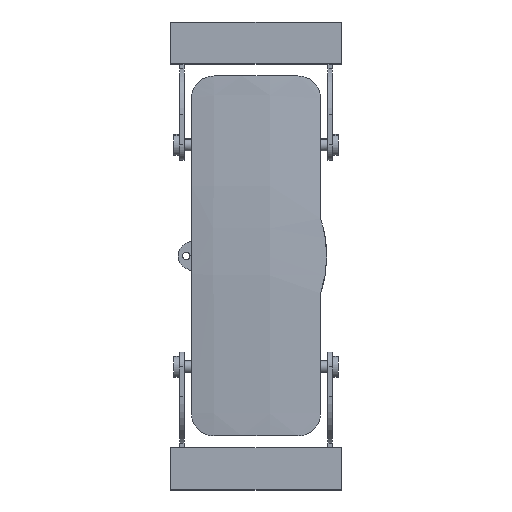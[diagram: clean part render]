
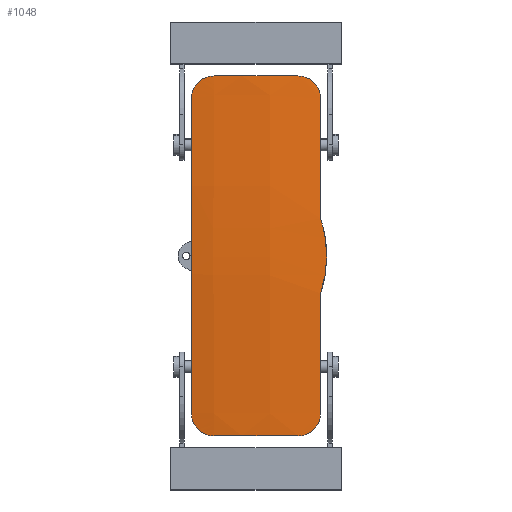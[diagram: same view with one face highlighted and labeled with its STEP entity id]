
A CAD part, top view. The second image highlights one B-rep face of the part: STEP entity #1048.
In plain terms, the highlighted face is a revolution surface.
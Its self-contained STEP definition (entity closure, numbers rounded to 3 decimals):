
#998=AXIS2_PLACEMENT_3D('Circle Axis2P3D',#996,#997,$) ;
#1023=AXIS2_PLACEMENT_3D('Circle Axis2P3D',#1021,#1022,$) ;
#903=CARTESIAN_POINT('Vertex',(7.,25.5,33.702)) ;
#907=CARTESIAN_POINT('Control Point',(7.,25.5,33.702)) ;
#908=CARTESIAN_POINT('Control Point',(7.,40.778,34.605)) ;
#909=CARTESIAN_POINT('Control Point',(7.,56.075,35.179)) ;
#910=CARTESIAN_POINT('Control Point',(7.,71.383,35.424)) ;
#911=CARTESIAN_POINT('Control Point',(7.,92.4,35.309)) ;
#912=CARTESIAN_POINT('Control Point',(7.,113.4,34.575)) ;
#913=CARTESIAN_POINT('Control Point',(7.,119.102,34.33)) ;
#914=CARTESIAN_POINT('Control Point',(7.,124.802,34.039)) ;
#915=CARTESIAN_POINT('Control Point',(7.,130.5,33.702)) ;
#916=CARTESIAN_POINT('Vertex',(7.,130.5,33.702)) ;
#951=CARTESIAN_POINT('Control Point',(28.5,17.979,34.796)) ;
#952=CARTESIAN_POINT('Control Point',(28.5,57.934,37.467)) ;
#953=CARTESIAN_POINT('Control Point',(28.5,98.066,37.467)) ;
#954=CARTESIAN_POINT('Control Point',(28.5,138.021,34.796)) ;
#955=CARTESIAN_POINT('Axis1P Location',(28.5,78.,-113.2)) ;
#960=CARTESIAN_POINT('Control Point',(50.,25.5,33.702)) ;
#961=CARTESIAN_POINT('Control Point',(50.,38.82,34.489)) ;
#962=CARTESIAN_POINT('Control Point',(50.,52.158,34.976)) ;
#963=CARTESIAN_POINT('Control Point',(50.,65.5,35.163)) ;
#964=CARTESIAN_POINT('Vertex',(50.,25.5,33.702)) ;
#966=CARTESIAN_POINT('Vertex',(50.,65.5,35.163)) ;
#970=CARTESIAN_POINT('Control Point',(50.,65.5,35.163)) ;
#971=CARTESIAN_POINT('Control Point',(52.039,71.526,34.953)) ;
#972=CARTESIAN_POINT('Control Point',(52.768,78.,34.845)) ;
#973=CARTESIAN_POINT('Control Point',(52.039,84.474,34.953)) ;
#974=CARTESIAN_POINT('Control Point',(50.,90.5,35.163)) ;
#975=CARTESIAN_POINT('Vertex',(50.,90.5,35.163)) ;
#979=CARTESIAN_POINT('Control Point',(50.,130.5,33.702)) ;
#980=CARTESIAN_POINT('Control Point',(50.,117.18,34.489)) ;
#981=CARTESIAN_POINT('Control Point',(50.,103.842,34.976)) ;
#982=CARTESIAN_POINT('Control Point',(50.,90.5,35.163)) ;
#983=CARTESIAN_POINT('Vertex',(50.,130.5,33.702)) ;
#987=CARTESIAN_POINT('Control Point',(50.,130.5,33.702)) ;
#988=CARTESIAN_POINT('Control Point',(50.,132.86,33.563)) ;
#989=CARTESIAN_POINT('Control Point',(49.074,135.233,33.55)) ;
#990=CARTESIAN_POINT('Control Point',(47.192,137.088,33.703)) ;
#991=CARTESIAN_POINT('Control Point',(44.846,138.,33.911)) ;
#992=CARTESIAN_POINT('Control Point',(42.5,138.,34.134)) ;
#993=CARTESIAN_POINT('Vertex',(42.5,138.,34.134)) ;
#996=CARTESIAN_POINT('Axis2P3D Location',(28.5,138.,-113.2)) ;
#1000=CARTESIAN_POINT('Vertex',(14.5,138.,34.134)) ;
#1004=CARTESIAN_POINT('Control Point',(7.,130.5,33.702)) ;
#1005=CARTESIAN_POINT('Control Point',(7.,132.86,33.563)) ;
#1006=CARTESIAN_POINT('Control Point',(7.926,135.233,33.55)) ;
#1007=CARTESIAN_POINT('Control Point',(9.808,137.088,33.703)) ;
#1008=CARTESIAN_POINT('Control Point',(12.154,138.,33.911)) ;
#1009=CARTESIAN_POINT('Control Point',(14.5,138.,34.134)) ;
#1012=CARTESIAN_POINT('Control Point',(7.,25.5,33.702)) ;
#1013=CARTESIAN_POINT('Control Point',(7.,23.14,33.563)) ;
#1014=CARTESIAN_POINT('Control Point',(7.926,20.767,33.55)) ;
#1015=CARTESIAN_POINT('Control Point',(9.808,18.912,33.703)) ;
#1016=CARTESIAN_POINT('Control Point',(12.154,18.,33.911)) ;
#1017=CARTESIAN_POINT('Control Point',(14.5,18.,34.134)) ;
#1018=CARTESIAN_POINT('Vertex',(14.5,18.,34.134)) ;
#1021=CARTESIAN_POINT('Axis2P3D Location',(28.5,18.,-113.2)) ;
#1025=CARTESIAN_POINT('Vertex',(42.5,18.,34.134)) ;
#1029=CARTESIAN_POINT('Control Point',(50.,25.5,33.702)) ;
#1030=CARTESIAN_POINT('Control Point',(50.,23.14,33.563)) ;
#1031=CARTESIAN_POINT('Control Point',(49.074,20.767,33.55)) ;
#1032=CARTESIAN_POINT('Control Point',(47.192,18.912,33.703)) ;
#1033=CARTESIAN_POINT('Control Point',(44.846,18.,33.911)) ;
#1034=CARTESIAN_POINT('Control Point',(42.5,18.,34.134)) ;
#956=DIRECTION('Axis1P Direction',(0.,-1.,-0.)) ;
#997=DIRECTION('Axis2P3D Direction',(0.,-1.,-0.)) ;
#1022=DIRECTION('Axis2P3D Direction',(0.,-1.,-0.)) ;
#957=AXIS1_PLACEMENT('Revolution Surface Axis1P',#955,#956) ;
#1037=ORIENTED_EDGE('',*,*,#968,.T.) ;
#1038=ORIENTED_EDGE('',*,*,#977,.T.) ;
#1039=ORIENTED_EDGE('',*,*,#985,.F.) ;
#1040=ORIENTED_EDGE('',*,*,#995,.F.) ;
#1041=ORIENTED_EDGE('',*,*,#1002,.T.) ;
#1042=ORIENTED_EDGE('',*,*,#1010,.F.) ;
#1043=ORIENTED_EDGE('',*,*,#918,.F.) ;
#1044=ORIENTED_EDGE('',*,*,#1020,.F.) ;
#1045=ORIENTED_EDGE('',*,*,#1027,.F.) ;
#1046=ORIENTED_EDGE('',*,*,#1035,.F.) ;
#1048=ADVANCED_FACE('Hood',(#1047),#958,.F.) ;
#906=B_SPLINE_CURVE_WITH_KNOTS('',5,(#907,#908,#909,#910,#911,#912,#913,#914,#915),.UNSPECIFIED.,.F.,.U.,(6,3,6),(10.628,118.848,159.206),.UNSPECIFIED.) ;
#950=B_SPLINE_CURVE_WITH_KNOTS('',3,(#951,#952,#953,#954),.UNSPECIFIED.,.F.,.U.,(4,4),(1353.651,1473.782),.UNSPECIFIED.) ;
#959=B_SPLINE_CURVE_WITH_KNOTS('',3,(#960,#961,#962,#963),.UNSPECIFIED.,.F.,.U.,(4,4),(10.628,67.239),.UNSPECIFIED.) ;
#969=B_SPLINE_CURVE_WITH_KNOTS('',4,(#970,#971,#972,#973,#974),.UNSPECIFIED.,.F.,.U.,(5,5),(0.,35.994),.UNSPECIFIED.) ;
#978=B_SPLINE_CURVE_WITH_KNOTS('',3,(#979,#980,#981,#982),.UNSPECIFIED.,.F.,.U.,(4,4),(10.628,67.239),.UNSPECIFIED.) ;
#986=B_SPLINE_CURVE_WITH_KNOTS('',5,(#987,#988,#989,#990,#991,#992),.UNSPECIFIED.,.F.,.U.,(6,6),(0.,16.717),.UNSPECIFIED.) ;
#1003=B_SPLINE_CURVE_WITH_KNOTS('',5,(#1004,#1005,#1006,#1007,#1008,#1009),.UNSPECIFIED.,.F.,.U.,(6,6),(0.,16.717),.UNSPECIFIED.) ;
#1011=B_SPLINE_CURVE_WITH_KNOTS('',5,(#1012,#1013,#1014,#1015,#1016,#1017),.UNSPECIFIED.,.F.,.U.,(6,6),(0.,16.717),.UNSPECIFIED.) ;
#1028=B_SPLINE_CURVE_WITH_KNOTS('',5,(#1029,#1030,#1031,#1032,#1033,#1034),.UNSPECIFIED.,.F.,.U.,(6,6),(0.,16.717),.UNSPECIFIED.) ;
#999=CIRCLE('generated circle',#998,147.998) ;
#1024=CIRCLE('generated circle',#1023,147.998) ;
#918=EDGE_CURVE('',#904,#917,#906,.T.) ;
#968=EDGE_CURVE('',#965,#967,#959,.T.) ;
#977=EDGE_CURVE('',#967,#976,#969,.T.) ;
#985=EDGE_CURVE('',#984,#976,#978,.T.) ;
#995=EDGE_CURVE('',#994,#984,#986,.F.) ;
#1002=EDGE_CURVE('',#994,#1001,#999,.T.) ;
#1010=EDGE_CURVE('',#917,#1001,#1003,.T.) ;
#1020=EDGE_CURVE('',#1019,#904,#1011,.F.) ;
#1027=EDGE_CURVE('',#1026,#1019,#1024,.T.) ;
#1035=EDGE_CURVE('',#965,#1026,#1028,.T.) ;
#1036=EDGE_LOOP('',(#1037,#1038,#1039,#1040,#1041,#1042,#1043,#1044,#1045,#1046)) ;
#1047=FACE_OUTER_BOUND('',#1036,.T.) ;
#958=SURFACE_OF_REVOLUTION('Surface of Revolution',#950,#957) ;
#904=VERTEX_POINT('',#903) ;
#917=VERTEX_POINT('',#916) ;
#965=VERTEX_POINT('',#964) ;
#967=VERTEX_POINT('',#966) ;
#976=VERTEX_POINT('',#975) ;
#984=VERTEX_POINT('',#983) ;
#994=VERTEX_POINT('',#993) ;
#1001=VERTEX_POINT('',#1000) ;
#1019=VERTEX_POINT('',#1018) ;
#1026=VERTEX_POINT('',#1025) ;
